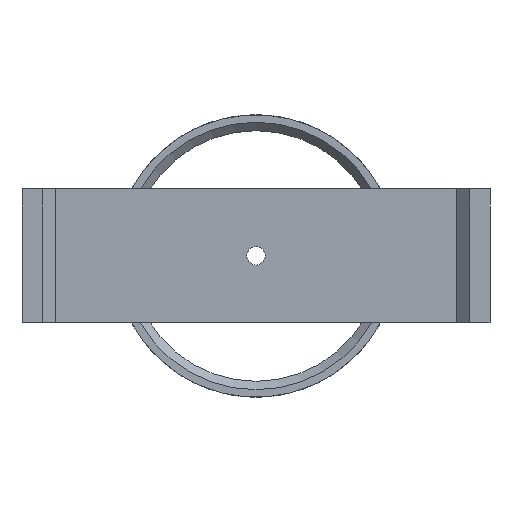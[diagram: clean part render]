
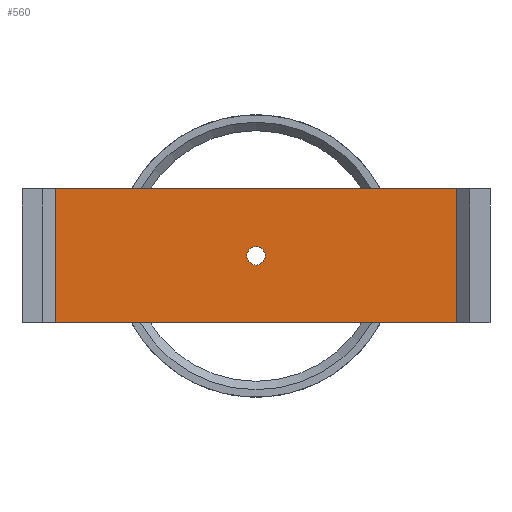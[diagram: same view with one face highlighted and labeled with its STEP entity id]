
A CAD part, top view. The second image highlights one B-rep face of the part: STEP entity #560.
In plain terms, the highlighted planar face has unit normal (0, 0, 1).
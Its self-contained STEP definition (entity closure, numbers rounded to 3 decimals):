
#24=FACE_BOUND('',#110,.T.);
#49=PLANE('',#624);
#73=FACE_OUTER_BOUND('',#109,.T.);
#109=EDGE_LOOP('',(#506,#507,#508,#509));
#110=EDGE_LOOP('',(#510));
#126=LINE('',#830,#180);
#143=LINE('',#865,#197);
#147=LINE('',#874,#201);
#165=LINE('',#918,#219);
#180=VECTOR('',#669,10.);
#197=VECTOR('',#692,10.);
#201=VECTOR('',#700,10.);
#219=VECTOR('',#742,10.);
#247=CIRCLE('',#621,2.75);
#263=VERTEX_POINT('',#827);
#264=VERTEX_POINT('',#829);
#279=VERTEX_POINT('',#863);
#282=VERTEX_POINT('',#873);
#299=VERTEX_POINT('',#935);
#318=EDGE_CURVE('',#264,#263,#126,.T.);
#337=EDGE_CURVE('',#263,#279,#143,.T.);
#341=EDGE_CURVE('',#282,#264,#147,.T.);
#365=EDGE_CURVE('',#279,#282,#165,.T.);
#375=EDGE_CURVE('',#299,#299,#247,.T.);
#506=ORIENTED_EDGE('',*,*,#365,.T.);
#507=ORIENTED_EDGE('',*,*,#341,.T.);
#508=ORIENTED_EDGE('',*,*,#318,.T.);
#509=ORIENTED_EDGE('',*,*,#337,.T.);
#510=ORIENTED_EDGE('',*,*,#375,.T.);
#560=ADVANCED_FACE('',(#73,#24),#49,.T.);
#621=AXIS2_PLACEMENT_3D('',#936,#768,#769);
#624=AXIS2_PLACEMENT_3D('',#940,#775,#776);
#669=DIRECTION('',(0.,1.,0.));
#692=DIRECTION('',(-1.,0.,0.));
#700=DIRECTION('',(1.,0.,0.));
#742=DIRECTION('',(0.,-1.,0.));
#768=DIRECTION('center_axis',(0.,0.,-1.));
#769=DIRECTION('ref_axis',(-1.,0.,0.));
#775=DIRECTION('center_axis',(0.,0.,1.));
#776=DIRECTION('ref_axis',(-1.,0.,0.));
#827=CARTESIAN_POINT('',(60.,20.,28.));
#829=CARTESIAN_POINT('',(60.,-20.,28.));
#830=CARTESIAN_POINT('',(60.,10.,28.));
#863=CARTESIAN_POINT('',(-60.,20.,28.));
#865=CARTESIAN_POINT('',(-70.,20.,28.));
#873=CARTESIAN_POINT('',(-60.,-20.,28.));
#874=CARTESIAN_POINT('',(70.,-20.,28.));
#918=CARTESIAN_POINT('',(-60.,-10.,28.));
#935=CARTESIAN_POINT('',(2.75,0.,28.));
#936=CARTESIAN_POINT('Origin',(0.,0.,28.));
#940=CARTESIAN_POINT('Origin',(0.,0.,
28.));
